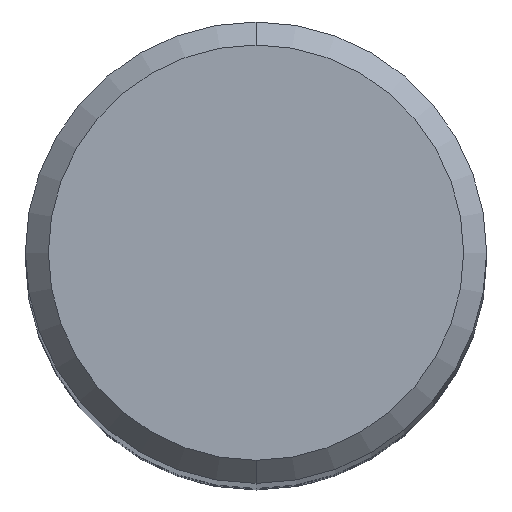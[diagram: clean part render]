
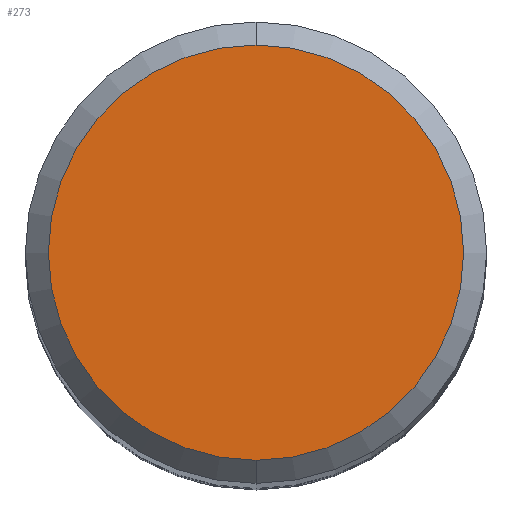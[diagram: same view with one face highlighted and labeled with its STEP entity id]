
A CAD part, top view. The second image highlights one B-rep face of the part: STEP entity #273.
In plain terms, the highlighted planar face has unit normal (0, 0, 1).
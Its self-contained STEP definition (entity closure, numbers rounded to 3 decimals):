
#273=ADVANCED_FACE('',(#584),#585,.T.);
#311=VERTEX_POINT('',#626);
#323=VERTEX_POINT('',#639);
#349=EDGE_CURVE('',#323,#311,#666,.T.);
#375=EDGE_CURVE('',#311,#323,#693,.T.);
#584=FACE_OUTER_BOUND('',#975,.T.);
#585=PLANE('',#976);
#626=CARTESIAN_POINT('',(0.,-7.2,0.0));
#639=CARTESIAN_POINT('',(0.0,7.2,0.0));
#666=CIRCLE('',#1219,7.2);
#693=CIRCLE('',#1288,7.2);
#975=EDGE_LOOP('',(#1590,#1591));
#976=AXIS2_PLACEMENT_3D('',#1592,#1593,#1594);
#1219=AXIS2_PLACEMENT_3D('',#1677,#1678,#1679);
#1288=AXIS2_PLACEMENT_3D('',#1699,#1700,#1701);
#1590=ORIENTED_EDGE('',*,*,#349,.F.);
#1591=ORIENTED_EDGE('',*,*,#375,.F.);
#1592=CARTESIAN_POINT('',(0.0,3.6,0.0));
#1593=DIRECTION('',(-0.0,0.0,1.0));
#1594=DIRECTION('',(0.0,-1.0,0.0));
#1677=CARTESIAN_POINT('',(0.0,0.0,0.0));
#1678=DIRECTION('',(0.0,0.0,-1.0));
#1679=DIRECTION('',(0.0,1.0,0.0));
#1699=CARTESIAN_POINT('',(0.0,0.0,0.0));
#1700=DIRECTION('',(0.0,0.0,-1.0));
#1701=DIRECTION('',(0.0,1.0,0.0));
